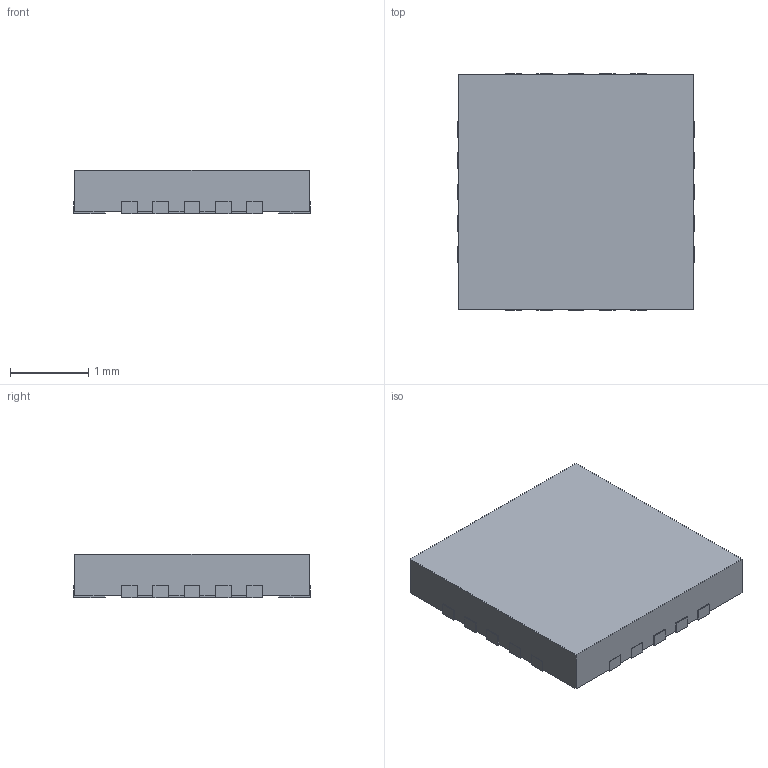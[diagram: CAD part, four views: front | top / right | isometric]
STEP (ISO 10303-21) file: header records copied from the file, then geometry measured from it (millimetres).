
FILE_DESCRIPTION(('HOOPS Exchange Step'),'2;1');
FILE_NAME('export-6866E8E4-FF04-4F97-9596-685676387231.stp','2023-01-22T16:20:01+16:00',('Daxxn'),('Alibre'),'HOOPS Exchange 2022.0','Alibre','Unknown authorisation');
FILE_SCHEMA( ('AP242_MANAGED_MODEL_BASED_3D_ENGINEERING_MIM_LF {1 0 10303 442 1 1 4 }') );
Length unit declared in the file: centimetre
Products named in the file (1): QFN-20-1EP_3x3mm_P0.4mm_EP1.65x1.65mm
Bounding box: 3.02 x 3.02 x 0.55 mm (x, y, z)
Volume: 4.9 mm3; surface area: 25.1 mm2
Topology: 1 solids, 1 shells, 132 faces, 387 edges, 258 vertices
Faces by surface type: plane 132
Entity records: 4334 total; most frequent: CARTESIAN_POINT 779, ORIENTED_EDGE 774, DIRECTION 655, VECTOR 387, LINE 387, EDGE_CURVE 387, VERTEX_POINT 258, AXIS2_PLACEMENT_3D 134
